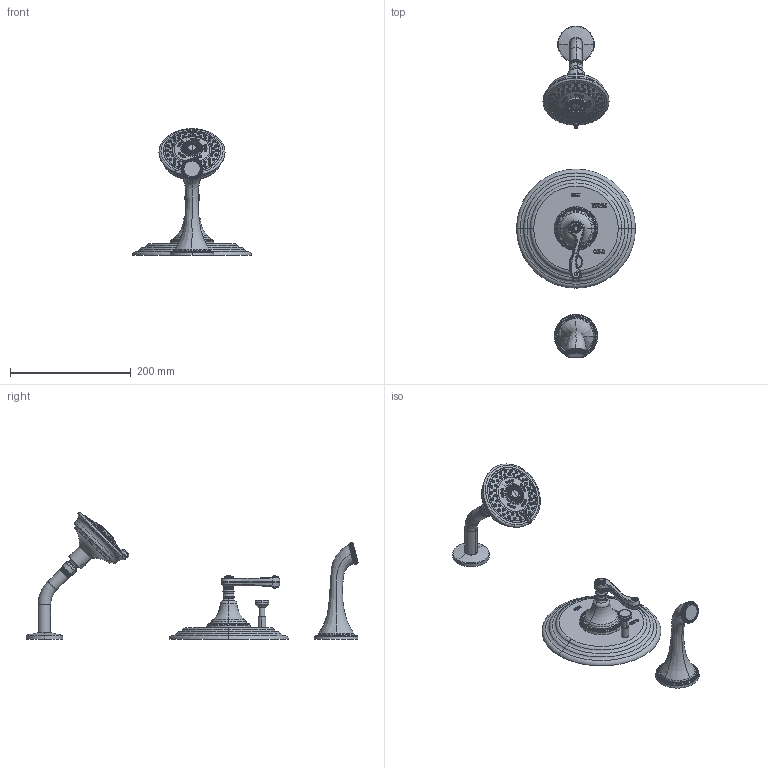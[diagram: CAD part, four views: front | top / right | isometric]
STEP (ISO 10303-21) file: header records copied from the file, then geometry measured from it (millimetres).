
FILE_DESCRIPTION((''),'2;1');
FILE_NAME('3-982BP','2021-05-25T17:02:08',('jinson.thomas'),(''),'CREO PARAMETRIC BY PTC INC, 2018400','CREO PARAMETRIC BY PTC INC, 2018400','');
FILE_SCHEMA(('CONFIG_CONTROL_DESIGN'));
Length unit declared in the file: inch
Products named in the file (1): 3-982BP
Bounding box: 196.85 x 548.96 x 209.53 mm (x, y, z)
Volume: 1020458.7 mm3; surface area: 149593.4 mm2
Topology: 3 solids, 3 shells, 2622 faces, 6388 edges, 4043 vertices
Faces by surface type: torus 565, cylinder 500, plane 494, cone 392, bspline 330, extrusion 267, sphere 72, revolution 2
Entity records: 123662 total; most frequent: CARTESIAN_POINT 68291, ORIENTED_EDGE 12764, DIRECTION 9198, EDGE_CURVE 6382, VERTEX_POINT 4043, AXIS2_PLACEMENT_3D 3704, B_SPLINE_CURVE_WITH_KNOTS 3449, EDGE_LOOP 2915
